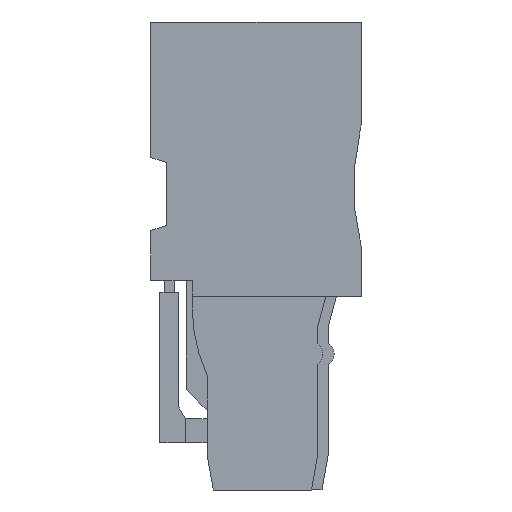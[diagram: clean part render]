
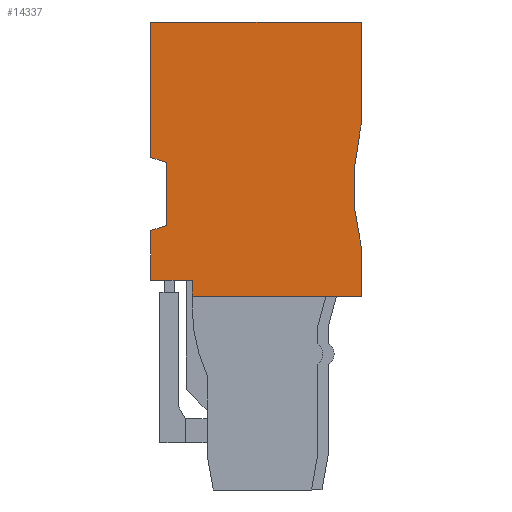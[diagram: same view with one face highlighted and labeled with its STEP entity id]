
A CAD part, left-side view. The second image highlights one B-rep face of the part: STEP entity #14337.
In plain terms, the highlighted planar face has unit normal (-1, 0, 0).
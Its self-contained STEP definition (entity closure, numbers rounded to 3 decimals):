
#9901=AXIS2_PLACEMENT_3D('Circle Axis2P3D',#9899,#9900,$) ;
#14305=AXIS2_PLACEMENT_3D('Plane Axis2P3D',#14302,#14303,#14304) ;
#14319=AXIS2_PLACEMENT_3D('Circle Axis2P3D',#14317,#14318,$) ;
#2968=CARTESIAN_POINT('Line Origine',(0.,0.,27.85)) ;
#2972=CARTESIAN_POINT('Vertex',(0.,0.,24.55)) ;
#2974=CARTESIAN_POINT('Vertex',(0.,0.,31.15)) ;
#3611=CARTESIAN_POINT('Vertex',(0.,0.,16.231)) ;
#3614=CARTESIAN_POINT('Line Origine',(0.,0.,14.566)) ;
#3618=CARTESIAN_POINT('Vertex',(0.,0.,12.9)) ;
#4227=CARTESIAN_POINT('Line Origine',(0.,5.625,12.9)) ;
#4231=CARTESIAN_POINT('Vertex',(0.,11.25,12.9)) ;
#6239=CARTESIAN_POINT('Vertex',(0.,11.25,13.95)) ;
#6242=CARTESIAN_POINT('Line Origine',(0.,12.625,13.95)) ;
#6246=CARTESIAN_POINT('Vertex',(0.,14.,13.95)) ;
#6559=CARTESIAN_POINT('Line Origine',(0.,14.,15.608)) ;
#6563=CARTESIAN_POINT('Vertex',(0.,14.,17.265)) ;
#6584=CARTESIAN_POINT('Line Origine',(0.,13.485,17.433)) ;
#6588=CARTESIAN_POINT('Vertex',(0.,12.969,17.6)) ;
#6878=CARTESIAN_POINT('Vertex',(0.,12.969,21.8)) ;
#6881=CARTESIAN_POINT('Line Origine',(0.,13.485,21.967)) ;
#6885=CARTESIAN_POINT('Vertex',(0.,14.,22.135)) ;
#7130=CARTESIAN_POINT('Line Origine',(0.,14.,26.642)) ;
#7134=CARTESIAN_POINT('Vertex',(0.,14.,31.15)) ;
#8244=CARTESIAN_POINT('Line Origine',(0.,7.,31.15)) ;
#9896=CARTESIAN_POINT('Vertex',(0.,0.083,23.83)) ;
#9899=CARTESIAN_POINT('Axis2P3D Location',(0.,-15.5,20.2)) ;
#14302=CARTESIAN_POINT('Axis2P3D Location',(0.,6.8,12.9)) ;
#14307=CARTESIAN_POINT('Line Origine',(0.,12.969,19.7)) ;
#14312=CARTESIAN_POINT('Line Origine',(0.,11.25,13.425)) ;
#14317=CARTESIAN_POINT('Axis2P3D Location',(0.,3.172,24.55)) ;
#2969=DIRECTION('Vector Direction',(0.,0.,-1.)) ;
#3615=DIRECTION('Vector Direction',(0.,0.,-1.)) ;
#4228=DIRECTION('Vector Direction',(0.,1.,0.)) ;
#6243=DIRECTION('Vector Direction',(0.,1.,0.)) ;
#6560=DIRECTION('Vector Direction',(0.,0.,1.)) ;
#6585=DIRECTION('Vector Direction',(0.,-0.951,0.309)) ;
#6882=DIRECTION('Vector Direction',(0.,0.951,0.309)) ;
#7131=DIRECTION('Vector Direction',(0.,0.,1.)) ;
#8245=DIRECTION('Vector Direction',(0.,-1.,0.)) ;
#9900=DIRECTION('Axis2P3D Direction',(-1.,0.,0.)) ;
#14303=DIRECTION('Axis2P3D Direction',(1.,0.,-0.)) ;
#14304=DIRECTION('Axis2P3D XDirection',(0.,0.,1.)) ;
#14308=DIRECTION('Vector Direction',(0.,0.,1.)) ;
#14313=DIRECTION('Vector Direction',(0.,0.,1.)) ;
#14318=DIRECTION('Axis2P3D Direction',(1.,0.,-0.)) ;
#2970=VECTOR('Line Direction',#2969,1.) ;
#3616=VECTOR('Line Direction',#3615,1.) ;
#4229=VECTOR('Line Direction',#4228,1.) ;
#6244=VECTOR('Line Direction',#6243,1.) ;
#6561=VECTOR('Line Direction',#6560,1.) ;
#6586=VECTOR('Line Direction',#6585,1.) ;
#6883=VECTOR('Line Direction',#6882,1.) ;
#7132=VECTOR('Line Direction',#7131,1.) ;
#8246=VECTOR('Line Direction',#8245,1.) ;
#14309=VECTOR('Line Direction',#14308,1.) ;
#14314=VECTOR('Line Direction',#14313,1.) ;
#14323=ORIENTED_EDGE('',*,*,#14311,.T.) ;
#14324=ORIENTED_EDGE('',*,*,#6590,.T.) ;
#14325=ORIENTED_EDGE('',*,*,#6565,.F.) ;
#14326=ORIENTED_EDGE('',*,*,#6248,.F.) ;
#14327=ORIENTED_EDGE('',*,*,#14316,.F.) ;
#14328=ORIENTED_EDGE('',*,*,#4233,.T.) ;
#14329=ORIENTED_EDGE('',*,*,#3620,.T.) ;
#14330=ORIENTED_EDGE('',*,*,#9903,.T.) ;
#14331=ORIENTED_EDGE('',*,*,#14321,.T.) ;
#14332=ORIENTED_EDGE('',*,*,#2976,.T.) ;
#14333=ORIENTED_EDGE('',*,*,#8248,.T.) ;
#14334=ORIENTED_EDGE('',*,*,#7136,.F.) ;
#14335=ORIENTED_EDGE('',*,*,#6887,.T.) ;
#14337=ADVANCED_FACE('V2',(#14336),#14306,.F.) ;
#9902=CIRCLE('generated circle',#9901,16.) ;
#14320=CIRCLE('generated circle',#14319,3.172) ;
#2976=EDGE_CURVE('',#2973,#2975,#2971,.F.) ;
#3620=EDGE_CURVE('',#3619,#3612,#3617,.F.) ;
#4233=EDGE_CURVE('',#4232,#3619,#4230,.F.) ;
#6248=EDGE_CURVE('',#6240,#6247,#6245,.T.) ;
#6565=EDGE_CURVE('',#6247,#6564,#6562,.T.) ;
#6590=EDGE_CURVE('',#6589,#6564,#6587,.F.) ;
#6887=EDGE_CURVE('',#6886,#6879,#6884,.F.) ;
#7136=EDGE_CURVE('',#6886,#7135,#7133,.T.) ;
#8248=EDGE_CURVE('',#2975,#7135,#8247,.F.) ;
#9903=EDGE_CURVE('',#3612,#9897,#9902,.F.) ;
#14311=EDGE_CURVE('',#6879,#6589,#14310,.F.) ;
#14316=EDGE_CURVE('',#4232,#6240,#14315,.T.) ;
#14321=EDGE_CURVE('',#9897,#2973,#14320,.F.) ;
#14322=EDGE_LOOP('',(#14323,#14324,#14325,#14326,#14327,#14328,#14329,#14330,#14331,#14332,#14333,#14334,#14335)) ;
#14336=FACE_OUTER_BOUND('',#14322,.T.) ;
#2971=LINE('Line',#2968,#2970) ;
#3617=LINE('Line',#3614,#3616) ;
#4230=LINE('Line',#4227,#4229) ;
#6245=LINE('Line',#6242,#6244) ;
#6562=LINE('Line',#6559,#6561) ;
#6587=LINE('Line',#6584,#6586) ;
#6884=LINE('Line',#6881,#6883) ;
#7133=LINE('Line',#7130,#7132) ;
#8247=LINE('Line',#8244,#8246) ;
#14310=LINE('Line',#14307,#14309) ;
#14315=LINE('Line',#14312,#14314) ;
#14306=PLANE('',#14305) ;
#2973=VERTEX_POINT('',#2972) ;
#2975=VERTEX_POINT('',#2974) ;
#3612=VERTEX_POINT('',#3611) ;
#3619=VERTEX_POINT('',#3618) ;
#4232=VERTEX_POINT('',#4231) ;
#6240=VERTEX_POINT('',#6239) ;
#6247=VERTEX_POINT('',#6246) ;
#6564=VERTEX_POINT('',#6563) ;
#6589=VERTEX_POINT('',#6588) ;
#6879=VERTEX_POINT('',#6878) ;
#6886=VERTEX_POINT('',#6885) ;
#7135=VERTEX_POINT('',#7134) ;
#9897=VERTEX_POINT('',#9896) ;
